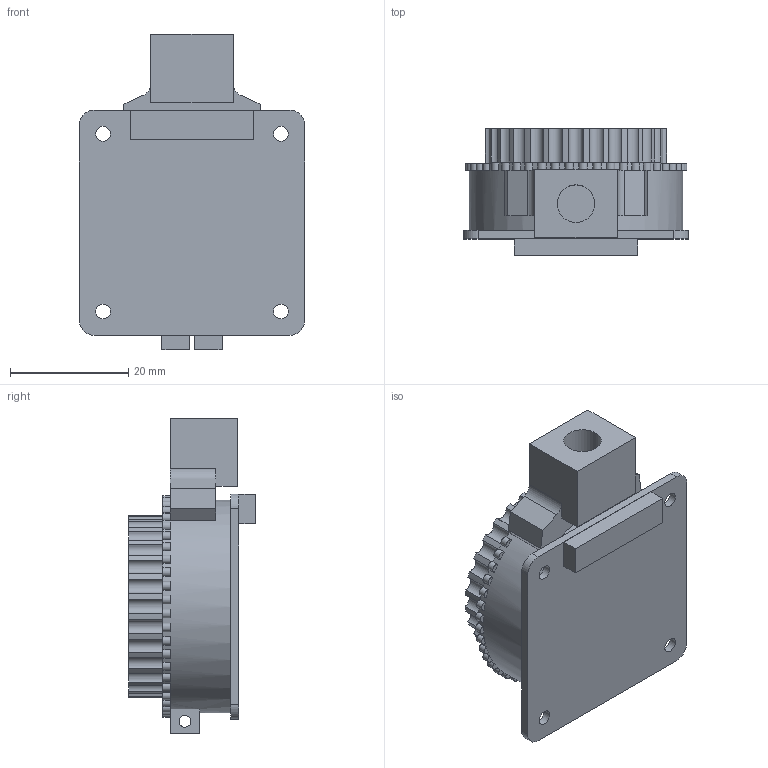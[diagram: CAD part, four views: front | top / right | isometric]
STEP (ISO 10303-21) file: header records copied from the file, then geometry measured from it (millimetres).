
FILE_DESCRIPTION(/* description */ (''),/* implementation_level */ '2;1');
FILE_NAME(/* name */ 'Raspberry Pi HQ Camera v2.step',/* time_stamp */ '2023-11-29T09:49:52+01:00',/* author */ (''),/* organization */ (''),/* preprocessor_version */ 'ST-DEVELOPER v20',/* originating_system */ 'Autodesk Translation Framework v12.14.0.127',/* authorisation */ '');
FILE_SCHEMA (('AUTOMOTIVE_DESIGN { 1 0 10303 214 3 1 1 }'));
Length unit declared in the file: millimetre
Products named in the file (1): Raspberry Pi HQ Camera
Bounding box: 38 x 21.4 x 53.25 mm (x, y, z)
Volume: 14885.6 mm3; surface area: 13072.3 mm2
Topology: 7 solids, 7 shells, 286 faces, 856 edges, 592 vertices
Faces by surface type: cylinder 173, plane 107, bspline 6
Full cylindrical faces by diameter (mm): 2 x2, 2.5 x4, 5 x4, 6.35 x1, 19.5 x1, 20.741 x6, 21.035 x8, 21.884 x6, 22.152 x8, 24.035 x3, 25.157 x3, 36 x1
Entity records: 26973 total; most frequent: CARTESIAN_POINT 19100, ORIENTED_EDGE 1712, DIRECTION 1610, EDGE_CURVE 856, AXIS2_PLACEMENT_3D 642, VERTEX_POINT 592, CIRCLE 361, LINE 326
